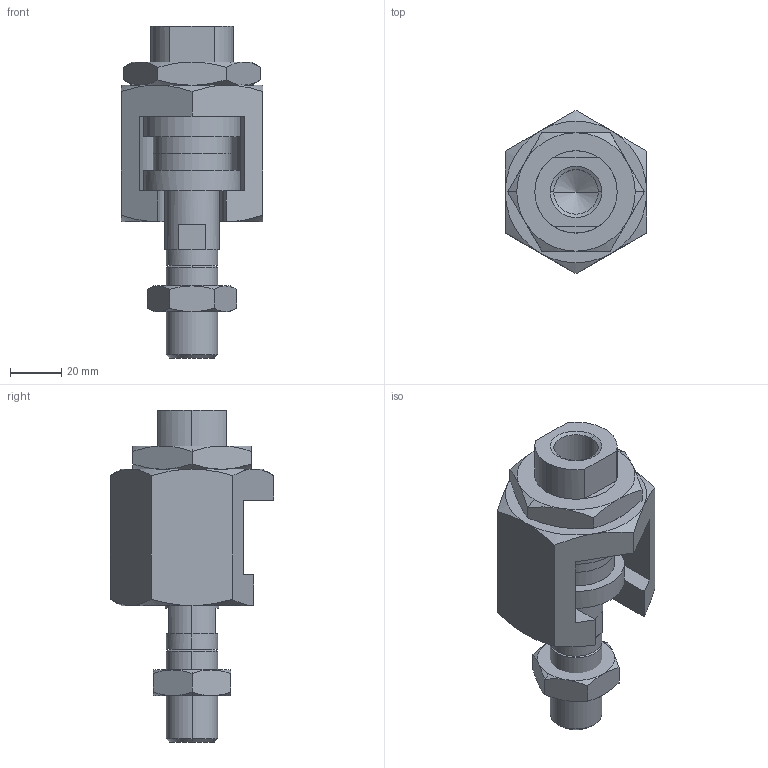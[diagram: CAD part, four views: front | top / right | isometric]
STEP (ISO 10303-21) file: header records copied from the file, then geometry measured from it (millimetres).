
FILE_DESCRIPTION(('STEP AP214'),'1');
FILE_NAME(' ',' ',('TraceParts'),('TraceParts S.A.'),'XStep 1.0',' ',' ');
FILE_SCHEMA(('automotive_design'));
Length unit declared in the file: millimetre
Products named in the file (4): 1; 2; 3; 4
Bounding box: 55 x 63.51 x 129 mm (x, y, z)
Volume: 149957.1 mm3; surface area: 40799.4 mm2
Topology: 4 solids, 4 shells, 133 faces, 300 edges, 180 vertices
Faces by surface type: cone 55, plane 52, cylinder 26
Entity records: 7147 total; most frequent: CARTESIAN_POINT 763, DIRECTION 620, STYLED_ITEM 615, PRESENTATION_STYLE_ASSIGNMENT 615, COLOUR_RGB 615, ORIENTED_EDGE 596, EDGE_CURVE 298, CURVE_STYLE 298
